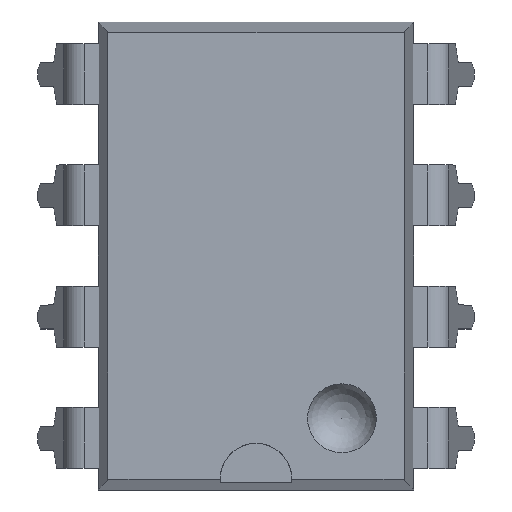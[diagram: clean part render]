
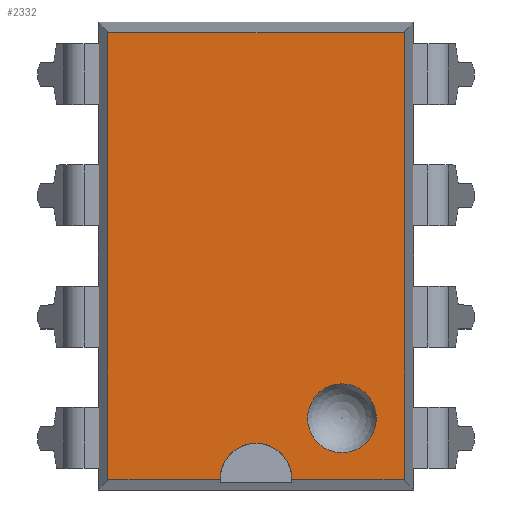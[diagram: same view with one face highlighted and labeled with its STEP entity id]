
A CAD part, top view. The second image highlights one B-rep face of the part: STEP entity #2332.
In plain terms, the highlighted planar face has unit normal (0, 0, 1).
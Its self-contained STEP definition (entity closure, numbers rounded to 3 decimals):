
#1049 = B_SPLINE_SURFACE_WITH_KNOTS('',1,1,(
    (#1050,#1051)
    ,(#1052,#1053
    )),.UNSPECIFIED.,.F.,.F.,.F.,(2,2),(2,2),(0.,9.8),(0.,1.),
  .PIECEWISE_BEZIER_KNOTS.);
#1050 = CARTESIAN_POINT('',(-3.3,-4.9,0.));
#1051 = CARTESIAN_POINT('',(-3.1,-4.675,1.6));
#1052 = CARTESIAN_POINT('',(-3.3,4.9,0.));
#1053 = CARTESIAN_POINT('',(-3.1,4.675,1.6));
#1283 = VERTEX_POINT('',#1284);
#1284 = CARTESIAN_POINT('',(-3.1,-4.675,1.6));
#1297 = B_SPLINE_SURFACE_WITH_KNOTS('',1,1,(
    (#1298,#1299)
    ,(#1300,#1301
    )),.UNSPECIFIED.,.F.,.F.,.F.,(2,2),(2,2),(0.,6.6),(0.,1.),
  .PIECEWISE_BEZIER_KNOTS.);
#1298 = CARTESIAN_POINT('',(3.3,-4.9,0.));
#1299 = CARTESIAN_POINT('',(3.1,-4.675,1.6));
#1300 = CARTESIAN_POINT('',(-3.3,-4.9,0.));
#1301 = CARTESIAN_POINT('',(-3.1,-4.675,1.6));
#1712 = VERTEX_POINT('',#1713);
#1713 = CARTESIAN_POINT('',(-3.1,4.675,1.6));
#1726 = B_SPLINE_SURFACE_WITH_KNOTS('',1,1,(
    (#1727,#1728)
    ,(#1729,#1730
    )),.UNSPECIFIED.,.F.,.F.,.F.,(2,2),(2,2),(0.,6.6),(0.,1.),
  .PIECEWISE_BEZIER_KNOTS.);
#1727 = CARTESIAN_POINT('',(-3.3,4.9,0.));
#1728 = CARTESIAN_POINT('',(-3.1,4.675,1.6));
#1729 = CARTESIAN_POINT('',(3.3,4.9,0.));
#1730 = CARTESIAN_POINT('',(3.1,4.675,1.6));
#1738 = EDGE_CURVE('',#1283,#1712,#1739,.T.);
#1739 = SURFACE_CURVE('',#1740,(#1744,#1750),.PCURVE_S1.);
#1740 = LINE('',#1741,#1742);
#1741 = CARTESIAN_POINT('',(-3.1,-4.675,1.6));
#1742 = VECTOR('',#1743,1.);
#1743 = DIRECTION('',(0.,1.,0.));
#1744 = PCURVE('',#1049,#1745);
#1745 = DEFINITIONAL_REPRESENTATION('',(#1746),#1749);
#1746 = B_SPLINE_CURVE_WITH_KNOTS('',1,(#1747,#1748),.UNSPECIFIED.,.F.,
  .F.,(2,2),(0.,9.35),.PIECEWISE_BEZIER_KNOTS.);
#1747 = CARTESIAN_POINT('',(0.,1.));
#1748 = CARTESIAN_POINT('',(9.8,1.));
#1749 = ( GEOMETRIC_REPRESENTATION_CONTEXT(2) 
PARAMETRIC_REPRESENTATION_CONTEXT() REPRESENTATION_CONTEXT('2D SPACE',''
  ) );
#1750 = PCURVE('',#1751,#1756);
#1751 = PLANE('',#1752);
#1752 = AXIS2_PLACEMENT_3D('',#1753,#1754,#1755);
#1753 = CARTESIAN_POINT('',(-3.1,4.675,1.6));
#1754 = DIRECTION('',(0.,0.,1.));
#1755 = DIRECTION('',(0.553,-0.833,0.));
#1756 = DEFINITIONAL_REPRESENTATION('',(#1757),#1761);
#1757 = LINE('',#1758,#1759);
#1758 = CARTESIAN_POINT('',(7.792,-5.167));
#1759 = VECTOR('',#1760,1.);
#1760 = DIRECTION('',(-0.833,0.553));
#1761 = ( GEOMETRIC_REPRESENTATION_CONTEXT(2) 
PARAMETRIC_REPRESENTATION_CONTEXT() REPRESENTATION_CONTEXT('2D SPACE',''
  ) );
#2138 = VERTEX_POINT('',#2139);
#2139 = CARTESIAN_POINT('',(3.1,-4.675,1.6));
#2152 = B_SPLINE_SURFACE_WITH_KNOTS('',1,1,(
    (#2153,#2154)
    ,(#2155,#2156
    )),.UNSPECIFIED.,.F.,.F.,.F.,(2,2),(2,2),(0.,9.8),(0.,1.),
  .PIECEWISE_BEZIER_KNOTS.);
#2153 = CARTESIAN_POINT('',(3.3,4.9,0.));
#2154 = CARTESIAN_POINT('',(3.1,4.675,1.6));
#2155 = CARTESIAN_POINT('',(3.3,-4.9,0.));
#2156 = CARTESIAN_POINT('',(3.1,-4.675,1.6));
#2185 = EDGE_CURVE('',#2186,#1283,#2188,.T.);
#2186 = VERTEX_POINT('',#2187);
#2187 = CARTESIAN_POINT('',(-0.75,-4.675,1.6));
#2188 = SURFACE_CURVE('',#2189,(#2193,#2199),.PCURVE_S1.);
#2189 = LINE('',#2190,#2191);
#2190 = CARTESIAN_POINT('',(3.1,-4.675,1.6));
#2191 = VECTOR('',#2192,1.);
#2192 = DIRECTION('',(-1.,0.,0.));
#2193 = PCURVE('',#1297,#2194);
#2194 = DEFINITIONAL_REPRESENTATION('',(#2195),#2198);
#2195 = B_SPLINE_CURVE_WITH_KNOTS('',1,(#2196,#2197),.UNSPECIFIED.,.F.,
  .F.,(2,2),(0.,6.2),.PIECEWISE_BEZIER_KNOTS.);
#2196 = CARTESIAN_POINT('',(0.,1.));
#2197 = CARTESIAN_POINT('',(6.6,1.));
#2198 = ( GEOMETRIC_REPRESENTATION_CONTEXT(2) 
PARAMETRIC_REPRESENTATION_CONTEXT() REPRESENTATION_CONTEXT('2D SPACE',''
  ) );
#2199 = PCURVE('',#1751,#2200);
#2200 = DEFINITIONAL_REPRESENTATION('',(#2201),#2205);
#2201 = LINE('',#2202,#2203);
#2202 = CARTESIAN_POINT('',(11.219,0.));
#2203 = VECTOR('',#2204,1.);
#2204 = DIRECTION('',(-0.553,-0.833));
#2205 = ( GEOMETRIC_REPRESENTATION_CONTEXT(2) 
PARAMETRIC_REPRESENTATION_CONTEXT() REPRESENTATION_CONTEXT('2D SPACE',''
  ) );
#2233 = CYLINDRICAL_SURFACE('',#2234,0.75);
#2234 = AXIS2_PLACEMENT_3D('',#2235,#2236,#2237);
#2235 = CARTESIAN_POINT('',(0.,-4.675,1.1));
#2236 = DIRECTION('',(-0.,0.,-1.));
#2237 = DIRECTION('',(0.,-1.,0.));
#2276 = VERTEX_POINT('',#2277);
#2277 = CARTESIAN_POINT('',(0.75,-4.675,1.6));
#2313 = EDGE_CURVE('',#2138,#2276,#2314,.T.);
#2314 = SURFACE_CURVE('',#2315,(#2319,#2325),.PCURVE_S1.);
#2315 = LINE('',#2316,#2317);
#2316 = CARTESIAN_POINT('',(3.1,-4.675,1.6));
#2317 = VECTOR('',#2318,1.);
#2318 = DIRECTION('',(-1.,0.,0.));
#2319 = PCURVE('',#1297,#2320);
#2320 = DEFINITIONAL_REPRESENTATION('',(#2321),#2324);
#2321 = B_SPLINE_CURVE_WITH_KNOTS('',1,(#2322,#2323),.UNSPECIFIED.,.F.,
  .F.,(2,2),(0.,6.2),.PIECEWISE_BEZIER_KNOTS.);
#2322 = CARTESIAN_POINT('',(0.,1.));
#2323 = CARTESIAN_POINT('',(6.6,1.));
#2324 = ( GEOMETRIC_REPRESENTATION_CONTEXT(2) 
PARAMETRIC_REPRESENTATION_CONTEXT() REPRESENTATION_CONTEXT('2D SPACE',''
  ) );
#2325 = PCURVE('',#1751,#2326);
#2326 = DEFINITIONAL_REPRESENTATION('',(#2327),#2331);
#2327 = LINE('',#2328,#2329);
#2328 = CARTESIAN_POINT('',(11.219,0.));
#2329 = VECTOR('',#2330,1.);
#2330 = DIRECTION('',(-0.553,-0.833));
#2331 = ( GEOMETRIC_REPRESENTATION_CONTEXT(2) 
PARAMETRIC_REPRESENTATION_CONTEXT() REPRESENTATION_CONTEXT('2D SPACE',''
  ) );
#2332 = ADVANCED_FACE('',(#2333,#2402),#1751,.T.);
#2333 = FACE_BOUND('',#2334,.T.);
#2334 = EDGE_LOOP('',(#2335,#2357,#2358,#2359,#2381,#2382));
#2335 = ORIENTED_EDGE('',*,*,#2336,.F.);
#2336 = EDGE_CURVE('',#1712,#2337,#2339,.T.);
#2337 = VERTEX_POINT('',#2338);
#2338 = CARTESIAN_POINT('',(3.1,4.675,1.6));
#2339 = SURFACE_CURVE('',#2340,(#2344,#2351),.PCURVE_S1.);
#2340 = LINE('',#2341,#2342);
#2341 = CARTESIAN_POINT('',(-3.1,4.675,1.6));
#2342 = VECTOR('',#2343,1.);
#2343 = DIRECTION('',(1.,0.,0.));
#2344 = PCURVE('',#1751,#2345);
#2345 = DEFINITIONAL_REPRESENTATION('',(#2346),#2350);
#2346 = LINE('',#2347,#2348);
#2347 = CARTESIAN_POINT('',(0.,0.));
#2348 = VECTOR('',#2349,1.);
#2349 = DIRECTION('',(0.553,0.833));
#2350 = ( GEOMETRIC_REPRESENTATION_CONTEXT(2) 
PARAMETRIC_REPRESENTATION_CONTEXT() REPRESENTATION_CONTEXT('2D SPACE',''
  ) );
#2351 = PCURVE('',#1726,#2352);
#2352 = DEFINITIONAL_REPRESENTATION('',(#2353),#2356);
#2353 = B_SPLINE_CURVE_WITH_KNOTS('',1,(#2354,#2355),.UNSPECIFIED.,.F.,
  .F.,(2,2),(0.,6.2),.PIECEWISE_BEZIER_KNOTS.);
#2354 = CARTESIAN_POINT('',(0.,1.));
#2355 = CARTESIAN_POINT('',(6.6,1.));
#2356 = ( GEOMETRIC_REPRESENTATION_CONTEXT(2) 
PARAMETRIC_REPRESENTATION_CONTEXT() REPRESENTATION_CONTEXT('2D SPACE',''
  ) );
#2357 = ORIENTED_EDGE('',*,*,#1738,.F.);
#2358 = ORIENTED_EDGE('',*,*,#2185,.F.);
#2359 = ORIENTED_EDGE('',*,*,#2360,.F.);
#2360 = EDGE_CURVE('',#2276,#2186,#2361,.T.);
#2361 = SURFACE_CURVE('',#2362,(#2367,#2374),.PCURVE_S1.);
#2362 = CIRCLE('',#2363,0.75);
#2363 = AXIS2_PLACEMENT_3D('',#2364,#2365,#2366);
#2364 = CARTESIAN_POINT('',(0.,-4.675,1.6));
#2365 = DIRECTION('',(-0.,0.,1.));
#2366 = DIRECTION('',(0.,-1.,0.));
#2367 = PCURVE('',#1751,#2368);
#2368 = DEFINITIONAL_REPRESENTATION('',(#2369),#2373);
#2369 = CIRCLE('',#2370,0.75);
#2370 = AXIS2_PLACEMENT_2D('',#2371,#2372);
#2371 = CARTESIAN_POINT('',(9.506,-2.584));
#2372 = DIRECTION('',(0.833,-0.553));
#2373 = ( GEOMETRIC_REPRESENTATION_CONTEXT(2) 
PARAMETRIC_REPRESENTATION_CONTEXT() REPRESENTATION_CONTEXT('2D SPACE',''
  ) );
#2374 = PCURVE('',#2233,#2375);
#2375 = DEFINITIONAL_REPRESENTATION('',(#2376),#2380);
#2376 = LINE('',#2377,#2378);
#2377 = CARTESIAN_POINT('',(-0.,-0.5));
#2378 = VECTOR('',#2379,1.);
#2379 = DIRECTION('',(-1.,0.));
#2380 = ( GEOMETRIC_REPRESENTATION_CONTEXT(2) 
PARAMETRIC_REPRESENTATION_CONTEXT() REPRESENTATION_CONTEXT('2D SPACE',''
  ) );
#2381 = ORIENTED_EDGE('',*,*,#2313,.F.);
#2382 = ORIENTED_EDGE('',*,*,#2383,.F.);
#2383 = EDGE_CURVE('',#2337,#2138,#2384,.T.);
#2384 = SURFACE_CURVE('',#2385,(#2389,#2396),.PCURVE_S1.);
#2385 = LINE('',#2386,#2387);
#2386 = CARTESIAN_POINT('',(3.1,4.675,1.6));
#2387 = VECTOR('',#2388,1.);
#2388 = DIRECTION('',(0.,-1.,0.));
#2389 = PCURVE('',#1751,#2390);
#2390 = DEFINITIONAL_REPRESENTATION('',(#2391),#2395);
#2391 = LINE('',#2392,#2393);
#2392 = CARTESIAN_POINT('',(3.426,5.167));
#2393 = VECTOR('',#2394,1.);
#2394 = DIRECTION('',(0.833,-0.553));
#2395 = ( GEOMETRIC_REPRESENTATION_CONTEXT(2) 
PARAMETRIC_REPRESENTATION_CONTEXT() REPRESENTATION_CONTEXT('2D SPACE',''
  ) );
#2396 = PCURVE('',#2152,#2397);
#2397 = DEFINITIONAL_REPRESENTATION('',(#2398),#2401);
#2398 = B_SPLINE_CURVE_WITH_KNOTS('',1,(#2399,#2400),.UNSPECIFIED.,.F.,
  .F.,(2,2),(0.,9.35),.PIECEWISE_BEZIER_KNOTS.);
#2399 = CARTESIAN_POINT('',(0.,1.));
#2400 = CARTESIAN_POINT('',(9.8,1.));
#2401 = ( GEOMETRIC_REPRESENTATION_CONTEXT(2) 
PARAMETRIC_REPRESENTATION_CONTEXT() REPRESENTATION_CONTEXT('2D SPACE',''
  ) );
#2402 = FACE_BOUND('',#2403,.T.);
#2403 = EDGE_LOOP('',(#2404));
#2404 = ORIENTED_EDGE('',*,*,#2405,.F.);
#2405 = EDGE_CURVE('',#2406,#2406,#2408,.T.);
#2406 = VERTEX_POINT('',#2407);
#2407 = CARTESIAN_POINT('',(2.52,-3.4,1.6));
#2408 = SURFACE_CURVE('',#2409,(#2414,#2421),.PCURVE_S1.);
#2409 = CIRCLE('',#2410,0.72);
#2410 = AXIS2_PLACEMENT_3D('',#2411,#2412,#2413);
#2411 = CARTESIAN_POINT('',(1.8,-3.4,1.6));
#2412 = DIRECTION('',(0.,0.,1.));
#2413 = DIRECTION('',(1.,0.,0.));
#2414 = PCURVE('',#1751,#2415);
#2415 = DEFINITIONAL_REPRESENTATION('',(#2416),#2420);
#2416 = CIRCLE('',#2417,0.72);
#2417 = AXIS2_PLACEMENT_2D('',#2418,#2419);
#2418 = CARTESIAN_POINT('',(9.438,-0.379));
#2419 = DIRECTION('',(0.553,0.833));
#2420 = ( GEOMETRIC_REPRESENTATION_CONTEXT(2) 
PARAMETRIC_REPRESENTATION_CONTEXT() REPRESENTATION_CONTEXT('2D SPACE',''
  ) );
#2421 = PCURVE('',#2422,#2427);
#2422 = SPHERICAL_SURFACE('',#2423,0.78);
#2423 = AXIS2_PLACEMENT_3D('',#2424,#2425,#2426);
#2424 = CARTESIAN_POINT('',(1.8,-3.4,1.9));
#2425 = DIRECTION('',(0.,0.,1.));
#2426 = DIRECTION('',(1.,0.,0.));
#2427 = DEFINITIONAL_REPRESENTATION('',(#2428),#2432);
#2428 = LINE('',#2429,#2430);
#2429 = CARTESIAN_POINT('',(0.,-0.395));
#2430 = VECTOR('',#2431,1.);
#2431 = DIRECTION('',(1.,0.));
#2432 = ( GEOMETRIC_REPRESENTATION_CONTEXT(2) 
PARAMETRIC_REPRESENTATION_CONTEXT() REPRESENTATION_CONTEXT('2D SPACE',''
  ) );
